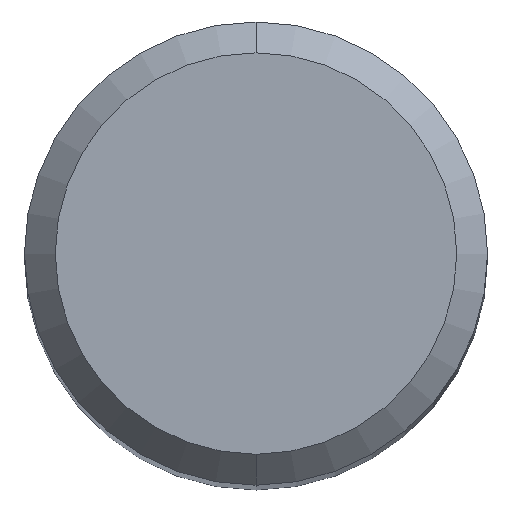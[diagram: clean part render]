
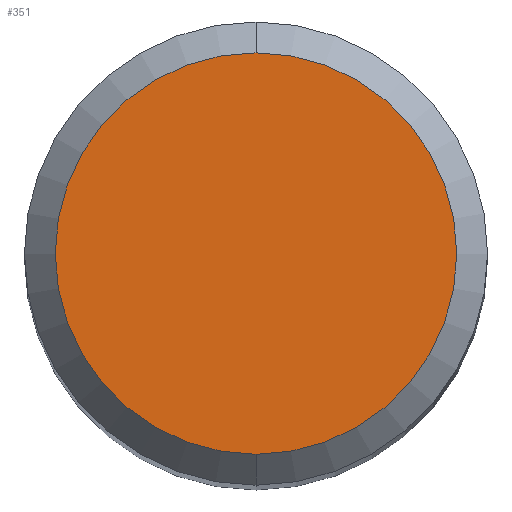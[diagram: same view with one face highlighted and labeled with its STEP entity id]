
A CAD part, top view. The second image highlights one B-rep face of the part: STEP entity #351.
In plain terms, the highlighted planar face has unit normal (0, 0, 1).
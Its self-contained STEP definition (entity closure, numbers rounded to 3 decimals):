
#177=VERTEX_POINT('',#484);
#251=EDGE_CURVE('',#177,#333,#567,.T.);
#333=VERTEX_POINT('',#655);
#351=ADVANCED_FACE('',(#673),#674,.T.);
#383=EDGE_CURVE('',#333,#177,#708,.T.);
#484=CARTESIAN_POINT('',(0.,-2.6,0.0));
#567=CIRCLE('',#979,2.6);
#655=CARTESIAN_POINT('',(0.0,2.6,0.0));
#673=FACE_OUTER_BOUND('',#1194,.T.);
#674=PLANE('',#1195);
#708=CIRCLE('',#1288,2.6);
#979=AXIS2_PLACEMENT_3D('',#1536,#1537,#1538);
#1194=EDGE_LOOP('',(#1629,#1630));
#1195=AXIS2_PLACEMENT_3D('',#1631,#1632,#1633);
#1288=AXIS2_PLACEMENT_3D('',#1658,#1659,#1660);
#1536=CARTESIAN_POINT('',(0.0,0.0,0.0));
#1537=DIRECTION('',(0.0,0.0,-1.0));
#1538=DIRECTION('',(0.0,1.0,0.0));
#1629=ORIENTED_EDGE('',*,*,#383,.F.);
#1630=ORIENTED_EDGE('',*,*,#251,.F.);
#1631=CARTESIAN_POINT('',(0.0,1.3,0.0));
#1632=DIRECTION('',(-0.0,0.0,1.0));
#1633=DIRECTION('',(0.0,-1.0,0.0));
#1658=CARTESIAN_POINT('',(0.0,0.0,0.0));
#1659=DIRECTION('',(0.0,0.0,-1.0));
#1660=DIRECTION('',(0.0,1.0,0.0));
